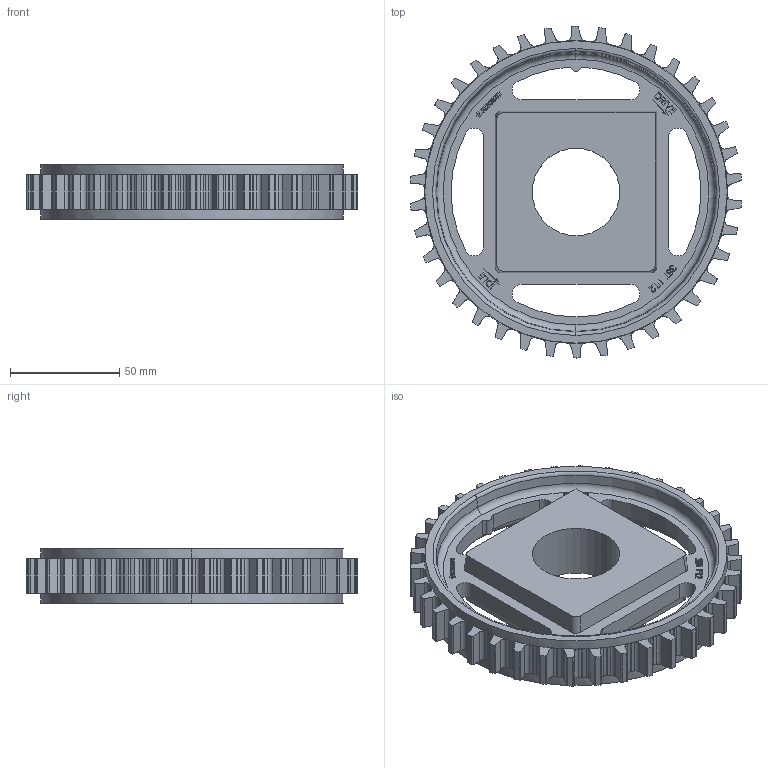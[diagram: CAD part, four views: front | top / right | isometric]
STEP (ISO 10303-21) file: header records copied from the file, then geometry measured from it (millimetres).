
FILE_DESCRIPTION (( 'STEP AP214' ), '1' );
FILE_NAME ('F12_Z38_R40.STEP', '2024-02-15T06:59:18', ( '' ), ( '' ), 'SwSTEP 2.0', 'SolidWorks 2023', '' );
FILE_SCHEMA (( 'AUTOMOTIVE_DESIGN' ));
Length unit declared in the file: millimetre
Products named in the file (1): F12_Z38_R40
Bounding box: 151.54 x 151.82 x 25 mm (x, y, z)
Volume: 213364 mm3; surface area: 58088.1 mm2
Topology: 1 solids, 1 shells, 894 faces, 2459 edges, 1610 vertices
Faces by surface type: plane 492, cylinder 260, bspline 130, torus 8, cone 4
Entity records: 32140 total; most frequent: CARTESIAN_POINT 9656, ORIENTED_EDGE 4918, DIRECTION 4393, EDGE_CURVE 2459, VERTEX_POINT 1610, LINE 1507, VECTOR 1507, AXIS2_PLACEMENT_3D 1443
